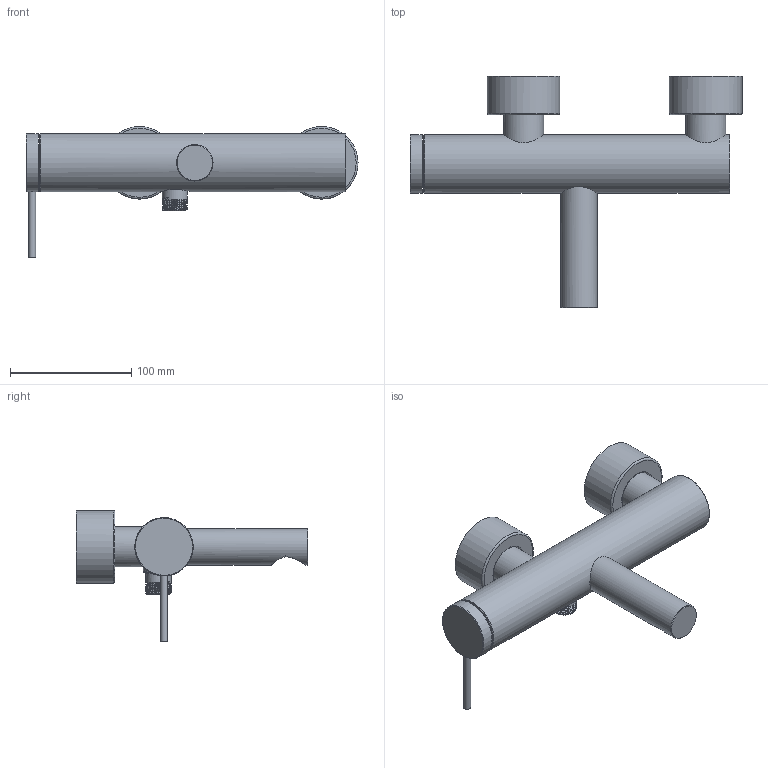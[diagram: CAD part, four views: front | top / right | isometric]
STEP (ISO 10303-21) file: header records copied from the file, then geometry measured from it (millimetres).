
FILE_DESCRIPTION(/* description */ (''),/* implementation_level */ '2;1');
FILE_NAME(/* name */ '3D_TVT106501153_Dawn Abdeckung am Auslauf fehlt.step',/* time_stamp */ '2023-02-22T17:21:10+01:00',/* author */ (''),/* organization */ (''),/* preprocessor_version */ 'ST-DEVELOPER v19.2',/* originating_system */ 'Autodesk Translation Framework v11.17.0.187',/* authorisation */ '');
FILE_SCHEMA (('AUTOMOTIVE_DESIGN { 1 0 10303 214 3 1 1 }'));
Length unit declared in the file: millimetre
Products named in the file (20): (Nicht gespeichert); 01000365_ASM; 12000732; 12000737; 16002435_ASM; 03000257; 03000219; 12000735; 12000593; 16002437_ASM; 11000059_ASM; 11000059_A; 16002319_ASM; 10000338; 16000535_ASM; 10002201; Komponente17; 01000365_ASM (1); 01000364; Komponente23
Assembly tree (21 placements, depth 4):
  (Nicht gespeichert)
    01000365_ASM
      12000732  x2
    12000737
    16002435_ASM
      03000257
      03000219
    12000735  x2
    12000593
    16002437_ASM
      11000059_ASM
        11000059_A
    16002319_ASM
      10000338
    16000535_ASM
      10002201
    Komponente17
    01000365_ASM (1)
      01000364
    Komponente23
Bounding box: 273.4 x 190.93 x 107.9 mm (x, y, z)
Volume: 699536 mm3; surface area: 106774 mm2
Topology: 10 solids, 18 shells, 344 faces, 737 edges, 437 vertices
Faces by surface type: cylinder 111, plane 86, bspline 52, torus 46, sphere 34, cone 15
Full cylindrical faces by diameter (mm): 3 x1, 5.9 x1, 6.2 x1, 9.75 x1, 11.8 x1, 12 x1, 12.164 x1, 12.36 x1, 13.4 x1, 14.8 x2, 15 x1, 17 x1, 20.2 x1, 20.9 x4, 21.8 x1, 24 x2, 24.2 x2, 24.25 x1, 24.3 x1, 25 x1, 28 x1, 30 x1, 33 x2, 38.8 x1, 39 x1, 42 x2, 44 x2, 48 x2, 59.8 x2
Entity records: 21868 total; most frequent: CARTESIAN_POINT 14170, DIRECTION 1635, ORIENTED_EDGE 1429, EDGE_CURVE 721, AXIS2_PLACEMENT_3D 704, VERTEX_POINT 427, CIRCLE 376, EDGE_LOOP 368
